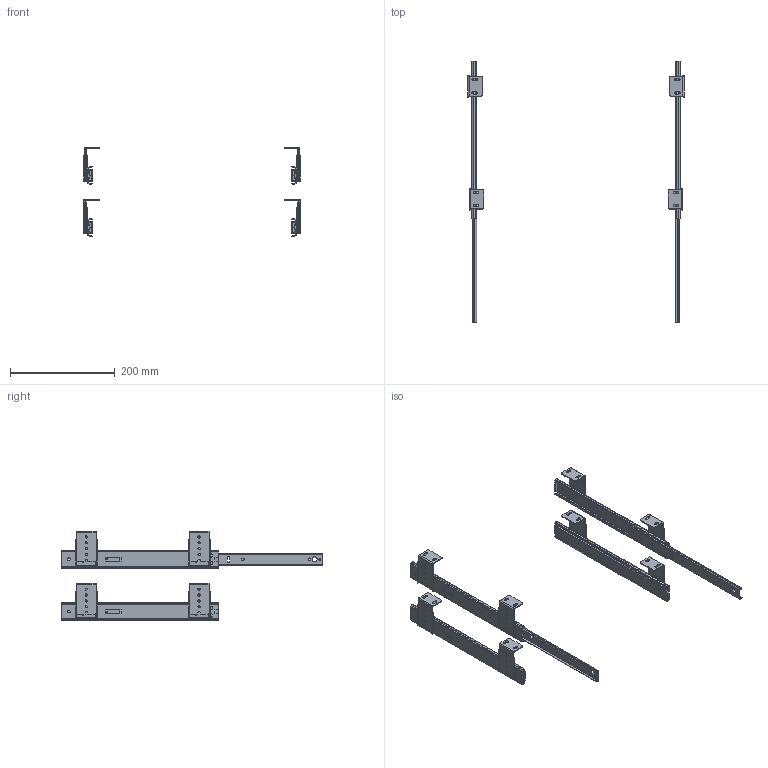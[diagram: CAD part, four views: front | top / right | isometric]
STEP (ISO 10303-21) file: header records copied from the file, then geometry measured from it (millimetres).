
FILE_DESCRIPTION( ( 'Unknown' ), '1' );
FILE_NAME( '23021-12吋.stp', 'Unknown', ( 'Unknown' ), ( 'Unknown' ), 'PSStep 14.0', 'Unknown', ' ' );
FILE_SCHEMA( ( 'AUTOMOTIVE_DESIGN { 1 0 10303 214 1 1 1 1 }' ) );
Length unit declared in the file: millimetre
Products named in the file (7): Assem1; ; ; U型焊片 W-004-A-0-04; L型托片 W-005-A-0-03; U型焊片 W-004-A-0-04_mir1; 23021-12吋外框_mir
Assembly tree (24 placements, depth 2):
  Assem1
    x2
    x4
    U型焊片 W-004-A-0-04  x4
    L型托片 W-005-A-0-03  x8
    U型焊片 W-004-A-0-04_mir1  x4
    23021-12吋外框_mir  x2
Bounding box: 415.3 x 500.8 x 171.58 mm (x, y, z)
Volume: 220050.1 mm3; surface area: 295354.7 mm2
Topology: 24 solids, 24 shells, 956 faces, 2660 edges, 1800 vertices
Faces by surface type: plane 560, cylinder 396
Full cylindrical faces by diameter (mm): 1.35 x8, 2.2 x8, 2.4 x16, 3.1 x32, 3.2 x4, 3.3 x8, 4.2 x16, 4.4 x32, 9.5 x4
Entity records: 11738 total; most frequent: DIRECTION 1610, CARTESIAN_POINT 1597, ORIENTED_EDGE 1516, EDGE_CURVE 758, AXIS2_PLACEMENT_3D 537, LINE 536, VECTOR 536, VERTEX_POINT 524
